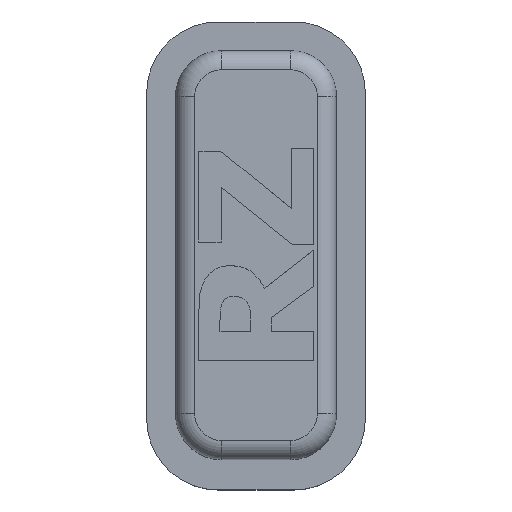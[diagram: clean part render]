
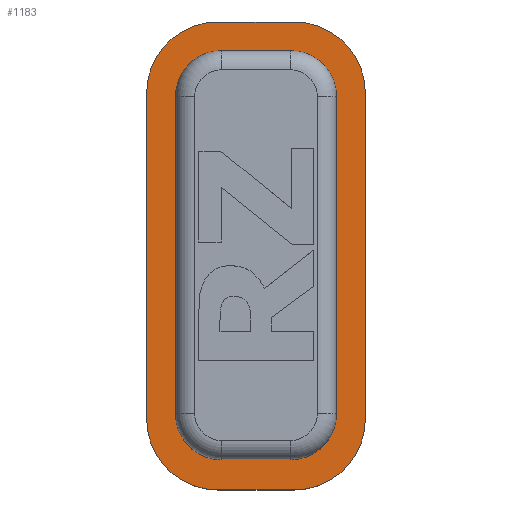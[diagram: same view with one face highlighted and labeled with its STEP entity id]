
A CAD part, top view. The second image highlights one B-rep face of the part: STEP entity #1183.
In plain terms, the highlighted planar face has unit normal (0, 0, 1).
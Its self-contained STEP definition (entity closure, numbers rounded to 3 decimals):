
#46=CIRCLE('',#1235,1.2);
#47=CIRCLE('',#1238,1.2);
#48=CIRCLE('',#1243,1.2);
#49=CIRCLE('',#1246,1.2);
#51=CIRCLE('',#1250,1.85);
#53=CIRCLE('',#1254,1.85);
#55=CIRCLE('',#1258,1.85);
#57=CIRCLE('',#1262,1.85);
#61=FACE_BOUND('',#240,.T.);
#171=FACE_OUTER_BOUND('',#239,.T.);
#239=EDGE_LOOP('',(#1068,#1069,#1070,#1071,#1072,#1073,#1074,#1075));
#240=EDGE_LOOP('',(#1076,#1077,#1078,#1079,#1080,#1081,#1082,#1083));
#329=LINE('',#2047,#442);
#332=LINE('',#2055,#445);
#333=LINE('',#2059,#446);
#336=LINE('',#2067,#449);
#340=LINE('',#2078,#453);
#344=LINE('',#2090,#457);
#348=LINE('',#2102,#461);
#352=LINE('',#2114,#465);
#442=VECTOR('',#1457,10.);
#445=VECTOR('',#1466,10.);
#446=VECTOR('',#1471,10.);
#449=VECTOR('',#1480,10.);
#453=VECTOR('',#1490,10.);
#457=VECTOR('',#1502,10.);
#461=VECTOR('',#1514,10.);
#465=VECTOR('',#1526,10.);
#553=VERTEX_POINT('',#2039);
#554=VERTEX_POINT('',#2041);
#555=VERTEX_POINT('',#2045);
#556=VERTEX_POINT('',#2049);
#557=VERTEX_POINT('',#2053);
#558=VERTEX_POINT('',#2058);
#559=VERTEX_POINT('',#2062);
#560=VERTEX_POINT('',#2066);
#563=VERTEX_POINT('',#2075);
#564=VERTEX_POINT('',#2077);
#566=VERTEX_POINT('',#2083);
#568=VERTEX_POINT('',#2089);
#570=VERTEX_POINT('',#2095);
#572=VERTEX_POINT('',#2101);
#574=VERTEX_POINT('',#2107);
#576=VERTEX_POINT('',#2113);
#707=EDGE_CURVE('',#554,#553,#46,.T.);
#710=EDGE_CURVE('',#553,#555,#329,.T.);
#712=EDGE_CURVE('',#555,#556,#47,.T.);
#714=EDGE_CURVE('',#556,#557,#332,.T.);
#715=EDGE_CURVE('',#558,#554,#333,.T.);
#717=EDGE_CURVE('',#559,#558,#48,.T.);
#719=EDGE_CURVE('',#560,#559,#336,.T.);
#721=EDGE_CURVE('',#557,#560,#49,.T.);
#724=EDGE_CURVE('',#564,#563,#340,.T.);
#727=EDGE_CURVE('',#566,#564,#51,.T.);
#730=EDGE_CURVE('',#568,#566,#344,.T.);
#733=EDGE_CURVE('',#570,#568,#53,.T.);
#736=EDGE_CURVE('',#572,#570,#348,.T.);
#739=EDGE_CURVE('',#574,#572,#55,.T.);
#742=EDGE_CURVE('',#576,#574,#352,.T.);
#745=EDGE_CURVE('',#563,#576,#57,.T.);
#1068=ORIENTED_EDGE('',*,*,#745,.T.);
#1069=ORIENTED_EDGE('',*,*,#742,.T.);
#1070=ORIENTED_EDGE('',*,*,#739,.T.);
#1071=ORIENTED_EDGE('',*,*,#736,.T.);
#1072=ORIENTED_EDGE('',*,*,#733,.T.);
#1073=ORIENTED_EDGE('',*,*,#730,.T.);
#1074=ORIENTED_EDGE('',*,*,#727,.T.);
#1075=ORIENTED_EDGE('',*,*,#724,.T.);
#1076=ORIENTED_EDGE('',*,*,#714,.T.);
#1077=ORIENTED_EDGE('',*,*,#721,.T.);
#1078=ORIENTED_EDGE('',*,*,#719,.T.);
#1079=ORIENTED_EDGE('',*,*,#717,.T.);
#1080=ORIENTED_EDGE('',*,*,#715,.T.);
#1081=ORIENTED_EDGE('',*,*,#707,.T.);
#1082=ORIENTED_EDGE('',*,*,#710,.T.);
#1083=ORIENTED_EDGE('',*,*,#712,.T.);
#1118=PLANE('',#1264);
#1183=ADVANCED_FACE('',(#171,#61),#1118,.F.);
#1235=AXIS2_PLACEMENT_3D('',#2042,#1451,#1452);
#1238=AXIS2_PLACEMENT_3D('',#2051,#1461,#1462);
#1243=AXIS2_PLACEMENT_3D('',#2063,#1475,#1476);
#1246=AXIS2_PLACEMENT_3D('',#2070,#1484,#1485);
#1250=AXIS2_PLACEMENT_3D('',#2084,#1496,#1497);
#1254=AXIS2_PLACEMENT_3D('',#2096,#1508,#1509);
#1258=AXIS2_PLACEMENT_3D('',#2108,#1520,#1521);
#1262=AXIS2_PLACEMENT_3D('',#2118,#1532,#1533);
#1264=AXIS2_PLACEMENT_3D('',#2120,#1536,#1537);
#1451=DIRECTION('center_axis',(0.,0.,-1.));
#1452=DIRECTION('ref_axis',(-1.,0.,0.));
#1457=DIRECTION('',(0.,1.,0.));
#1461=DIRECTION('center_axis',(0.,0.,-1.));
#1462=DIRECTION('ref_axis',(0.,1.,0.));
#1466=DIRECTION('',(1.,0.,0.));
#1471=DIRECTION('',(-1.,0.,0.));
#1475=DIRECTION('center_axis',(0.,0.,-1.));
#1476=DIRECTION('ref_axis',(0.,-1.,0.));
#1480=DIRECTION('',(0.,-1.,0.));
#1484=DIRECTION('center_axis',(0.,0.,-1.));
#1485=DIRECTION('ref_axis',(1.,0.,0.));
#1490=DIRECTION('',(0.,1.,0.));
#1496=DIRECTION('center_axis',(0.,0.,1.));
#1497=DIRECTION('ref_axis',(1.,0.,0.));
#1502=DIRECTION('',(1.,0.,0.));
#1508=DIRECTION('center_axis',(0.,0.,1.));
#1509=DIRECTION('ref_axis',(0.,-1.,0.));
#1514=DIRECTION('',(0.,-1.,0.));
#1520=DIRECTION('center_axis',(0.,0.,1.));
#1521=DIRECTION('ref_axis',(-1.,0.,0.));
#1526=DIRECTION('',(-1.,0.,0.));
#1532=DIRECTION('center_axis',(0.,0.,1.));
#1533=DIRECTION('ref_axis',(0.,1.,0.));
#1536=DIRECTION('center_axis',(0.,0.,-1.));
#1537=DIRECTION('ref_axis',(1.,0.,0.));
#2039=CARTESIAN_POINT('',(-10.563,-12.524,-1.651));
#2041=CARTESIAN_POINT('',(-9.363,-13.724,-1.651));
#2042=CARTESIAN_POINT('Origin',(-9.363,-12.524,-1.651));
#2045=CARTESIAN_POINT('',(-10.563,-4.259,-1.651));
#2047=CARTESIAN_POINT('',(-10.563,-10.467,-1.651));
#2049=CARTESIAN_POINT('',(-9.363,-3.059,-1.651));
#2051=CARTESIAN_POINT('Origin',(-9.363,-4.259,-1.651));
#2053=CARTESIAN_POINT('',(-7.563,-3.059,-1.651));
#2055=CARTESIAN_POINT('',(-8.913,-3.059,-1.651));
#2058=CARTESIAN_POINT('',(-7.563,-13.724,-1.651));
#2059=CARTESIAN_POINT('',(-8.013,-13.724,-1.651));
#2062=CARTESIAN_POINT('',(-6.363,-12.524,-1.651));
#2063=CARTESIAN_POINT('Origin',(-7.563,-12.524,-1.651));
#2066=CARTESIAN_POINT('',(-6.363,-4.259,-1.651));
#2067=CARTESIAN_POINT('',(-6.363,-6.334,-1.651));
#2070=CARTESIAN_POINT('Origin',(-7.563,-4.259,-1.651));
#2075=CARTESIAN_POINT('',(-5.613,-4.159,-1.651));
#2077=CARTESIAN_POINT('',(-5.613,-12.659,-1.651));
#2078=CARTESIAN_POINT('',(-5.613,-4.159,-1.651));
#2083=CARTESIAN_POINT('',(-7.463,-14.509,-1.651));
#2084=CARTESIAN_POINT('Origin',(-7.463,-12.659,-1.651));
#2089=CARTESIAN_POINT('',(-9.463,-14.509,-1.651));
#2090=CARTESIAN_POINT('',(-7.463,-14.509,-1.651));
#2095=CARTESIAN_POINT('',(-11.313,-12.659,-1.651));
#2096=CARTESIAN_POINT('Origin',(-9.463,-12.659,-1.651));
#2101=CARTESIAN_POINT('',(-11.313,-4.159,-1.651));
#2102=CARTESIAN_POINT('',(-11.313,-12.659,-1.651));
#2107=CARTESIAN_POINT('',(-9.463,-2.309,-1.651));
#2108=CARTESIAN_POINT('Origin',(-9.463,-4.159,-1.651));
#2113=CARTESIAN_POINT('',(-7.463,-2.309,-1.651));
#2114=CARTESIAN_POINT('',(-9.463,-2.309,-1.651));
#2118=CARTESIAN_POINT('Origin',(-7.463,-4.159,-1.651));
#2120=CARTESIAN_POINT('Origin',(-8.463,-8.409,-1.651));
